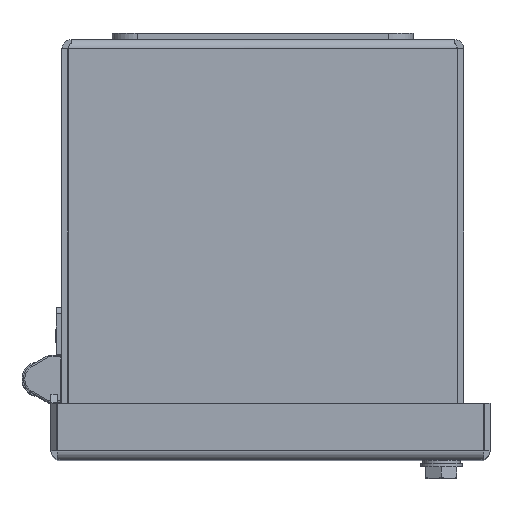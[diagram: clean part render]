
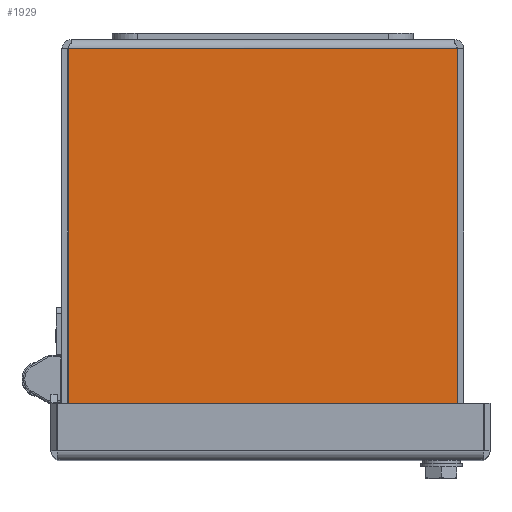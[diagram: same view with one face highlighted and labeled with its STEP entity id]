
A CAD part, top view. The second image highlights one B-rep face of the part: STEP entity #1929.
In plain terms, the highlighted planar face has unit normal (0, 0, 1).
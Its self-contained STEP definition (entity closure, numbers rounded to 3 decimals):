
#1929 = ADVANCED_FACE( '', ( #4512 ), #4513, .T. );
#4512 = FACE_OUTER_BOUND( '', #8091, .T. );
#4513 = PLANE( '', #8092 );
#8091 = EDGE_LOOP( '', ( #13738, #13739, #13740, #13741 ) );
#8092 = AXIS2_PLACEMENT_3D( '', #13742, #13743, #13744 );
#13738 = ORIENTED_EDGE( '', *, *, #23669, .T. );
#13739 = ORIENTED_EDGE( '', *, *, #22587, .T. );
#13740 = ORIENTED_EDGE( '', *, *, #23670, .T. );
#13741 = ORIENTED_EDGE( '', *, *, #23671, .T. );
#13742 = CARTESIAN_POINT( '', ( 0., 0., 76.2 ) );
#13743 = DIRECTION( '', ( 0., 0., 1. ) );
#13744 = DIRECTION( '', ( 0., -1., 0. ) );
#22587 = EDGE_CURVE( '', #26200, #26201, #26202, .T. );
#23669 = EDGE_CURVE( '', #28066, #26200, #28067, .T. );
#23670 = EDGE_CURVE( '', #26201, #28068, #28069, .T. );
#23671 = EDGE_CURVE( '', #28068, #28066, #28070, .T. );
#26200 = VERTEX_POINT( '', #31556 );
#26201 = VERTEX_POINT( '', #31557 );
#26202 = LINE( '', #31558, #31559 );
#28066 = VERTEX_POINT( '', #37129 );
#28067 = LINE( '', #37130, #37131 );
#28068 = VERTEX_POINT( '', #37132 );
#28069 = LINE( '', #37133, #37134 );
#28070 = LINE( '', #37135, #37136 );
#31556 = CARTESIAN_POINT( '', ( -49.251, -99.263, 76.2 ) );
#31557 = CARTESIAN_POINT( '', ( 49.251, -99.263, 76.2 ) );
#31558 = CARTESIAN_POINT( '', ( -49.251, -99.263, 76.2 ) );
#31559 = VECTOR( '', #43777, 1000. );
#37129 = CARTESIAN_POINT( '', ( -49.251, -2.337, 76.2 ) );
#37130 = CARTESIAN_POINT( '', ( -49.251, -1.397, 76.2 ) );
#37131 = VECTOR( '', #44419, 1000. );
#37132 = CARTESIAN_POINT( '', ( 49.251, -2.337, 76.2 ) );
#37133 = CARTESIAN_POINT( '', ( 49.251, -101.6, 76.2 ) );
#37134 = VECTOR( '', #44420, 1000. );
#37135 = CARTESIAN_POINT( '', ( 49.251, -2.337, 76.2 ) );
#37136 = VECTOR( '', #44421, 1000. );
#43777 = DIRECTION( '', ( 1., 0., 0. ) );
#44419 = DIRECTION( '', ( 0., -1., 0. ) );
#44420 = DIRECTION( '', ( 0., 1., 0. ) );
#44421 = DIRECTION( '', ( -1., 0., 0. ) );
